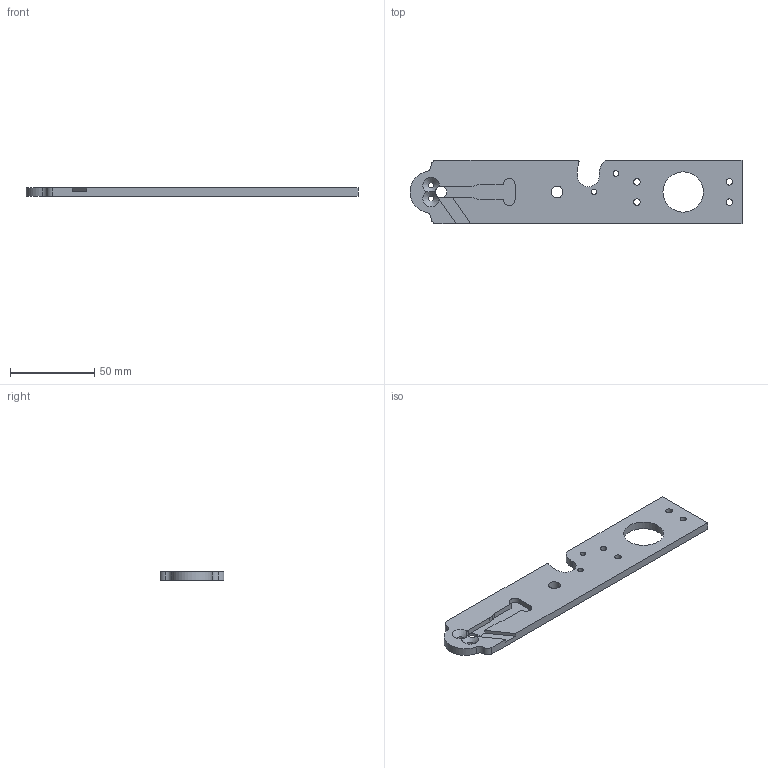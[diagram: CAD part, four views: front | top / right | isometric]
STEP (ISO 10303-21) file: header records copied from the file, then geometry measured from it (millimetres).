
FILE_DESCRIPTION(/* description */ ('Unknown'),/* implementation_level */ '2;1');
FILE_NAME(/* name */ 'Arm-A-Released-1',/* time_stamp */ '2021-05-28T18:05:43-05:00',/* author */ ('Unknown'),/* organization */ ('Unknown'),/* preprocessor_version */ 'ST-DEVELOPER v16.7',/* originating_system */ 'Solid Edge',/* authorisation */ 'Unknown');
FILE_SCHEMA (('AUTOMOTIVE_DESIGN {1 0 10303 214 3 1 1}'));
Length unit declared in the file: millimetre
Products named in the file (1): Arm-01-Rev2
Bounding box: 197.5 x 38 x 4.77 mm (x, y, z)
Volume: 29225.6 mm3; surface area: 16539.2 mm2
Topology: 1 solids, 1 shells, 44 faces, 137 edges, 92 vertices
Faces by surface type: cylinder 27, plane 15, cone 2
Full cylindrical faces by diameter (mm): 3.3 x4, 3.825 x4, 7 x2, 24 x1
Entity records: 1513 total; most frequent: CARTESIAN_POINT 267, DIRECTION 261, ORIENTED_EDGE 234, EDGE_CURVE 117, AXIS2_PLACEMENT_3D 103, VERTEX_POINT 85, EDGE_LOOP 76, FACE_BOUND 76
